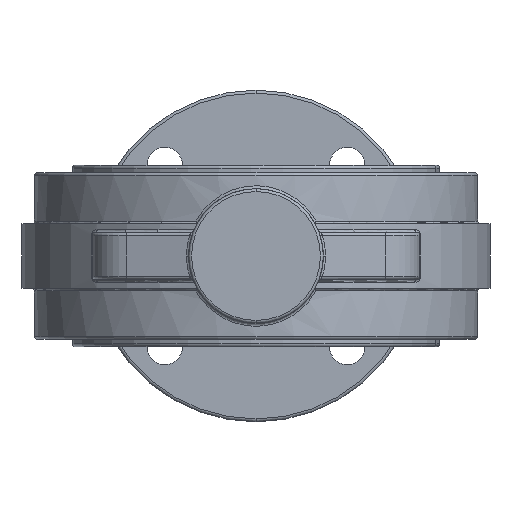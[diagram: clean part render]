
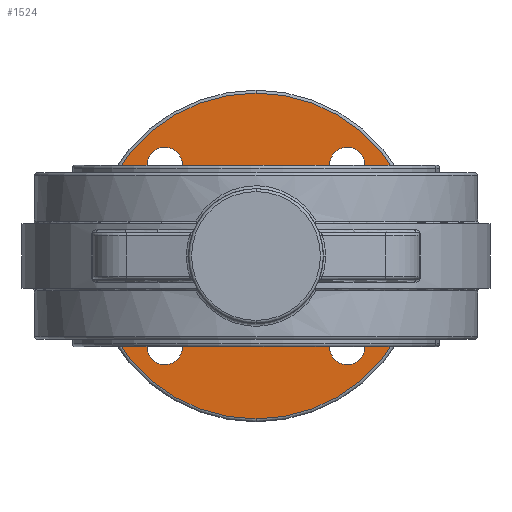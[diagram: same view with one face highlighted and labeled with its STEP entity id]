
A CAD part, front view. The second image highlights one B-rep face of the part: STEP entity #1524.
In plain terms, the highlighted planar face has unit normal (0, -1, 0).
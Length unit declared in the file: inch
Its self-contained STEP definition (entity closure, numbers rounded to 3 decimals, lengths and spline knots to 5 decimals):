
#6 = DIRECTION ( 'NONE',  ( 0., -1., 0. ) ) ;
#199 = VERTEX_POINT ( 'NONE', #5097 ) ;
#230 = DIRECTION ( 'NONE',  ( 0., 1., 0. ) ) ;
#240 = AXIS2_PLACEMENT_3D ( 'NONE', #2962, #2902, #7821 ) ;
#631 = CARTESIAN_POINT ( 'NONE',  ( 0.97439, 6.614, 1.16189 ) ) ;
#642 = FACE_BOUND ( 'NONE', #4154, .T. ) ;
#676 = ORIENTED_EDGE ( 'NONE', *, *, #1156, .T. ) ;
#743 = DIRECTION ( 'NONE',  ( 0., 0., 1. ) ) ;
#749 = CARTESIAN_POINT ( 'NONE',  ( -0.97439, 6.614, 1.16189 ) ) ;
#853 = ORIENTED_EDGE ( 'NONE', *, *, #11849, .F. ) ;
#909 = EDGE_CURVE ( 'NONE', #6039, #5889, #11350, .T. ) ;
#973 = CARTESIAN_POINT ( 'NONE',  ( 0.97439, 6.614, 0.97439 ) ) ;
#1156 = EDGE_CURVE ( 'NONE', #5889, #6039, #5762, .T. ) ;
#1275 = EDGE_CURVE ( 'NONE', #3344, #4199, #10163, .T. ) ;
#1379 = CIRCLE ( 'NONE', #4819, 0.75025 ) ;
#1488 = EDGE_LOOP ( 'NONE', ( #3314, #853 ) ) ;
#1524 = ADVANCED_FACE ( 'NONE', ( #6310, #6448, #3548, #11996, #642, #11069 ), #9139, .F. ) ;
#1587 = EDGE_LOOP ( 'NONE', ( #10255, #2752 ) ) ;
#1600 = DIRECTION ( 'NONE',  ( 0., 0., 1. ) ) ;
#1683 = VERTEX_POINT ( 'NONE', #5974 ) ;
#1848 = ORIENTED_EDGE ( 'NONE', *, *, #4382, .F. ) ;
#1869 = DIRECTION ( 'NONE',  ( 0., 0., 1. ) ) ;
#1940 = AXIS2_PLACEMENT_3D ( 'NONE', #11007, #2401, #7259 ) ;
#2146 = CIRCLE ( 'NONE', #11757, 0.1875 ) ;
#2325 = AXIS2_PLACEMENT_3D ( 'NONE', #3312, #5310, #10958 ) ;
#2401 = DIRECTION ( 'NONE',  ( 0., 1., 0. ) ) ;
#2436 = CARTESIAN_POINT ( 'NONE',  ( 0., 6.614, 0. ) ) ;
#2541 = CARTESIAN_POINT ( 'NONE',  ( 0., 6.614, 1.74025 ) ) ;
#2574 = AXIS2_PLACEMENT_3D ( 'NONE', #10300, #6, #1869 ) ;
#2588 = DIRECTION ( 'NONE',  ( 0., -1., 0. ) ) ;
#2665 = EDGE_CURVE ( 'NONE', #3252, #10847, #2146, .T. ) ;
#2752 = ORIENTED_EDGE ( 'NONE', *, *, #8746, .F. ) ;
#2895 = CARTESIAN_POINT ( 'NONE',  ( 0., 6.614, 0. ) ) ;
#2902 = DIRECTION ( 'NONE',  ( 0., -1., 0. ) ) ;
#2962 = CARTESIAN_POINT ( 'NONE',  ( -0.97439, 6.614, -0.97439 ) ) ;
#3073 = DIRECTION ( 'NONE',  ( 0., 0., 1. ) ) ;
#3146 = AXIS2_PLACEMENT_3D ( 'NONE', #2895, #10558, #3073 ) ;
#3156 = CARTESIAN_POINT ( 'NONE',  ( 0., 6.614, 0. ) ) ;
#3252 = VERTEX_POINT ( 'NONE', #631 ) ;
#3312 = CARTESIAN_POINT ( 'NONE',  ( -0.97439, 6.614, -0.97439 ) ) ;
#3314 = ORIENTED_EDGE ( 'NONE', *, *, #2665, .F. ) ;
#3344 = VERTEX_POINT ( 'NONE', #7444 ) ;
#3376 = CIRCLE ( 'NONE', #4980, 0.75025 ) ;
#3548 = FACE_BOUND ( 'NONE', #1488, .T. ) ;
#3655 = DIRECTION ( 'NONE',  ( 0., -1., 0. ) ) ;
#3778 = AXIS2_PLACEMENT_3D ( 'NONE', #6559, #2588, #12237 ) ;
#4037 = CARTESIAN_POINT ( 'NONE',  ( 0., 6.614, -1.74025 ) ) ;
#4065 = DIRECTION ( 'NONE',  ( 0., -1., 0. ) ) ;
#4154 = EDGE_LOOP ( 'NONE', ( #9138, #12318 ) ) ;
#4182 = CARTESIAN_POINT ( 'NONE',  ( 0.97439, 6.614, 0.78689 ) ) ;
#4199 = VERTEX_POINT ( 'NONE', #8775 ) ;
#4382 = EDGE_CURVE ( 'NONE', #1683, #8484, #9974, .T. ) ;
#4819 = AXIS2_PLACEMENT_3D ( 'NONE', #3156, #11797, #10815 ) ;
#4826 = CARTESIAN_POINT ( 'NONE',  ( 0., 6.614, 0. ) ) ;
#4858 = EDGE_CURVE ( 'NONE', #9131, #199, #8200, .T. ) ;
#4934 = DIRECTION ( 'NONE',  ( 0., -1., 0. ) ) ;
#4980 = AXIS2_PLACEMENT_3D ( 'NONE', #4826, #230, #8742 ) ;
#5097 = CARTESIAN_POINT ( 'NONE',  ( -0.97439, 6.614, 0.78689 ) ) ;
#5177 = EDGE_LOOP ( 'NONE', ( #676, #5585 ) ) ;
#5310 = DIRECTION ( 'NONE',  ( 0., -1., 0. ) ) ;
#5455 = CARTESIAN_POINT ( 'NONE',  ( 0.97439, 6.614, -1.16189 ) ) ;
#5480 = EDGE_CURVE ( 'NONE', #8484, #1683, #9204, .T. ) ;
#5513 = CARTESIAN_POINT ( 'NONE',  ( 0., 6.614, 0.75025 ) ) ;
#5585 = ORIENTED_EDGE ( 'NONE', *, *, #909, .T. ) ;
#5607 = EDGE_CURVE ( 'NONE', #10647, #11270, #3376, .T. ) ;
#5762 = CIRCLE ( 'NONE', #3146, 1.74025 ) ;
#5828 = DIRECTION ( 'NONE',  ( 0., 0., 1. ) ) ;
#5889 = VERTEX_POINT ( 'NONE', #2541 ) ;
#5974 = CARTESIAN_POINT ( 'NONE',  ( 0.97439, 6.614, -0.78689 ) ) ;
#6039 = VERTEX_POINT ( 'NONE', #4037 ) ;
#6207 = CARTESIAN_POINT ( 'NONE',  ( -0.97439, 6.614, 0.97439 ) ) ;
#6310 = FACE_OUTER_BOUND ( 'NONE', #5177, .T. ) ;
#6448 = FACE_BOUND ( 'NONE', #6849, .T. ) ;
#6528 = AXIS2_PLACEMENT_3D ( 'NONE', #10723, #4065, #8802 ) ;
#6559 = CARTESIAN_POINT ( 'NONE',  ( 0.97439, 6.614, -0.97439 ) ) ;
#6849 = EDGE_LOOP ( 'NONE', ( #9277, #9748 ) ) ;
#7259 = DIRECTION ( 'NONE',  ( 0., 0., 1. ) ) ;
#7277 = AXIS2_PLACEMENT_3D ( 'NONE', #9151, #7335, #1600 ) ;
#7335 = DIRECTION ( 'NONE',  ( 0., -1., 0. ) ) ;
#7444 = CARTESIAN_POINT ( 'NONE',  ( -0.97439, 6.614, -0.78689 ) ) ;
#7466 = EDGE_CURVE ( 'NONE', #11270, #10647, #1379, .T. ) ;
#7821 = DIRECTION ( 'NONE',  ( 0., 0., 1. ) ) ;
#8171 = EDGE_CURVE ( 'NONE', #4199, #3344, #10481, .T. ) ;
#8200 = CIRCLE ( 'NONE', #9795, 0.1875 ) ;
#8484 = VERTEX_POINT ( 'NONE', #5455 ) ;
#8742 = DIRECTION ( 'NONE',  ( 0., 0., 1. ) ) ;
#8746 = EDGE_CURVE ( 'NONE', #199, #9131, #12052, .T. ) ;
#8775 = CARTESIAN_POINT ( 'NONE',  ( -0.97439, 6.614, -1.16189 ) ) ;
#8802 = DIRECTION ( 'NONE',  ( 0., 0., 1. ) ) ;
#9131 = VERTEX_POINT ( 'NONE', #749 ) ;
#9138 = ORIENTED_EDGE ( 'NONE', *, *, #1275, .F. ) ;
#9139 = PLANE ( 'NONE',  #1940 ) ;
#9151 = CARTESIAN_POINT ( 'NONE',  ( -0.97439, 6.614, 0.97439 ) ) ;
#9204 = CIRCLE ( 'NONE', #2574, 0.1875 ) ;
#9245 = EDGE_LOOP ( 'NONE', ( #1848, #12076 ) ) ;
#9277 = ORIENTED_EDGE ( 'NONE', *, *, #5607, .T. ) ;
#9748 = ORIENTED_EDGE ( 'NONE', *, *, #7466, .T. ) ;
#9795 = AXIS2_PLACEMENT_3D ( 'NONE', #6207, #11939, #10154 ) ;
#9974 = CIRCLE ( 'NONE', #3778, 0.1875 ) ;
#10127 = CIRCLE ( 'NONE', #6528, 0.1875 ) ;
#10154 = DIRECTION ( 'NONE',  ( 0., 0., 1. ) ) ;
#10163 = CIRCLE ( 'NONE', #2325, 0.1875 ) ;
#10255 = ORIENTED_EDGE ( 'NONE', *, *, #4858, .F. ) ;
#10300 = CARTESIAN_POINT ( 'NONE',  ( 0.97439, 6.614, -0.97439 ) ) ;
#10481 = CIRCLE ( 'NONE', #240, 0.1875 ) ;
#10558 = DIRECTION ( 'NONE',  ( 0., -1., 0. ) ) ;
#10647 = VERTEX_POINT ( 'NONE', #5513 ) ;
#10723 = CARTESIAN_POINT ( 'NONE',  ( 0.97439, 6.614, 0.97439 ) ) ;
#10815 = DIRECTION ( 'NONE',  ( 0., 0., 1. ) ) ;
#10847 = VERTEX_POINT ( 'NONE', #4182 ) ;
#10958 = DIRECTION ( 'NONE',  ( 0., 0., 1. ) ) ;
#11007 = CARTESIAN_POINT ( 'NONE',  ( 0., 6.614, 0. ) ) ;
#11069 = FACE_BOUND ( 'NONE', #9245, .T. ) ;
#11270 = VERTEX_POINT ( 'NONE', #11973 ) ;
#11350 = CIRCLE ( 'NONE', #11544, 1.74025 ) ;
#11544 = AXIS2_PLACEMENT_3D ( 'NONE', #2436, #3655, #743 ) ;
#11757 = AXIS2_PLACEMENT_3D ( 'NONE', #973, #4934, #5828 ) ;
#11797 = DIRECTION ( 'NONE',  ( 0., 1., 0. ) ) ;
#11849 = EDGE_CURVE ( 'NONE', #10847, #3252, #10127, .T. ) ;
#11939 = DIRECTION ( 'NONE',  ( 0., -1., 0. ) ) ;
#11973 = CARTESIAN_POINT ( 'NONE',  ( 0., 6.614, -0.75025 ) ) ;
#11996 = FACE_BOUND ( 'NONE', #1587, .T. ) ;
#12052 = CIRCLE ( 'NONE', #7277, 0.1875 ) ;
#12076 = ORIENTED_EDGE ( 'NONE', *, *, #5480, .F. ) ;
#12237 = DIRECTION ( 'NONE',  ( 0., 0., 1. ) ) ;
#12318 = ORIENTED_EDGE ( 'NONE', *, *, #8171, .F. ) ;
